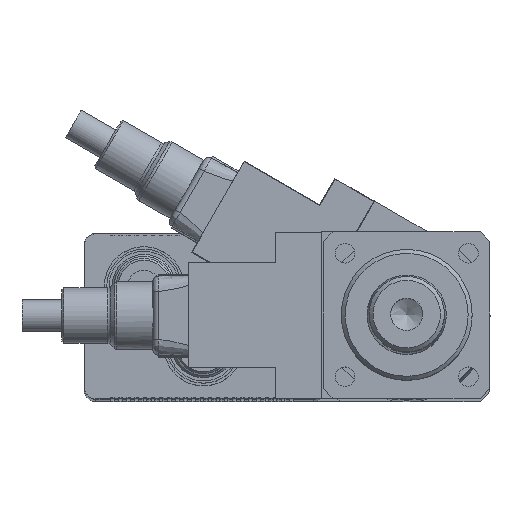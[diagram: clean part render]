
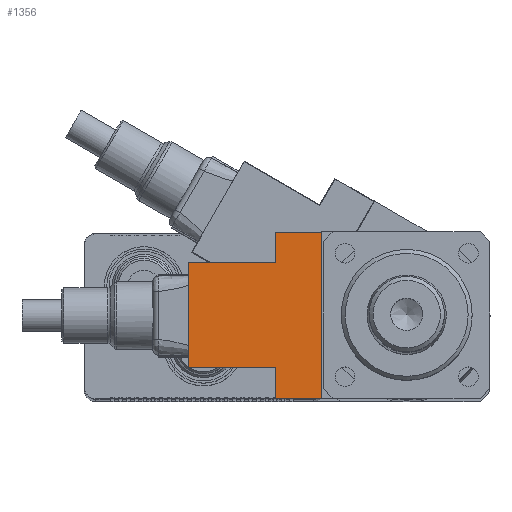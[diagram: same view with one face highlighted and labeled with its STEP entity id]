
A CAD part, top view. The second image highlights one B-rep face of the part: STEP entity #1356.
In plain terms, the highlighted face is planar.
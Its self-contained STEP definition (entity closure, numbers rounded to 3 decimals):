
#1259=CARTESIAN_POINT('',(54.99,-13.24,2.1));
#1260=VERTEX_POINT('',#1259);
#1261=CARTESIAN_POINT('',(32.99,-13.24,2.1));
#1262=VERTEX_POINT('',#1261);
#1263=CARTESIAN_POINT('',(54.99,-13.24,2.1));
#1264=DIRECTION('',(-1.0,0.0,0.0));
#1265=VECTOR('',#1264,22.0);
#1266=LINE('',#1263,#1265);
#1267=EDGE_CURVE('',#1260,#1262,#1266,.T.);
#1294=CARTESIAN_POINT('',(33.,-20.9,2.1));
#1295=DIRECTION('',(0.0,0.0,-1.0));
#1296=DIRECTION('',(-1.0,0.0,0.0));
#1297=AXIS2_PLACEMENT_3D('',#1294,#1295,#1296);
#1298=PLANE('',#1297);
#1299=ORIENTED_EDGE('',*,*,#1267,.T.);
#1300=CARTESIAN_POINT('',(32.99,-20.89,2.1));
#1301=VERTEX_POINT('',#1300);
#1302=CARTESIAN_POINT('',(32.99,-13.24,2.1));
#1303=DIRECTION('',(0.0,-1.0,0.0));
#1304=VECTOR('',#1303,7.65);
#1305=LINE('',#1302,#1304);
#1306=EDGE_CURVE('',#1262,#1301,#1305,.T.);
#1307=ORIENTED_EDGE('',*,*,#1306,.T.);
#1308=CARTESIAN_POINT('',(21.5,-20.89,2.1));
#1309=VERTEX_POINT('',#1308);
#1310=CARTESIAN_POINT('',(32.99,-20.89,2.1));
#1311=DIRECTION('',(-1.0,0.0,0.0));
#1312=VECTOR('',#1311,11.49);
#1313=LINE('',#1310,#1312);
#1314=EDGE_CURVE('',#1301,#1309,#1313,.T.);
#1315=ORIENTED_EDGE('',*,*,#1314,.T.);
#1316=CARTESIAN_POINT('',(21.5,20.89,2.1));
#1317=VERTEX_POINT('',#1316);
#1318=CARTESIAN_POINT('',(21.5,-20.89,2.1));
#1319=DIRECTION('',(0.0,1.0,0.0));
#1320=VECTOR('',#1319,41.78);
#1321=LINE('',#1318,#1320);
#1322=EDGE_CURVE('',#1309,#1317,#1321,.T.);
#1323=ORIENTED_EDGE('',*,*,#1322,.T.);
#1324=CARTESIAN_POINT('',(32.99,20.89,2.1));
#1325=VERTEX_POINT('',#1324);
#1326=CARTESIAN_POINT('',(21.5,20.89,2.1));
#1327=DIRECTION('',(1.0,0.0,0.0));
#1328=VECTOR('',#1327,11.49);
#1329=LINE('',#1326,#1328);
#1330=EDGE_CURVE('',#1317,#1325,#1329,.T.);
#1331=ORIENTED_EDGE('',*,*,#1330,.T.);
#1332=CARTESIAN_POINT('',(32.99,13.24,2.1));
#1333=VERTEX_POINT('',#1332);
#1334=CARTESIAN_POINT('',(32.99,20.89,2.1));
#1335=DIRECTION('',(0.0,-1.0,0.0));
#1336=VECTOR('',#1335,7.65);
#1337=LINE('',#1334,#1336);
#1338=EDGE_CURVE('',#1325,#1333,#1337,.T.);
#1339=ORIENTED_EDGE('',*,*,#1338,.T.);
#1340=CARTESIAN_POINT('',(54.99,13.24,2.1));
#1341=VERTEX_POINT('',#1340);
#1342=CARTESIAN_POINT('',(32.99,13.24,2.1));
#1343=DIRECTION('',(1.0,0.0,0.0));
#1344=VECTOR('',#1343,22.);
#1345=LINE('',#1342,#1344);
#1346=EDGE_CURVE('',#1333,#1341,#1345,.T.);
#1347=ORIENTED_EDGE('',*,*,#1346,.T.);
#1348=CARTESIAN_POINT('',(54.99,13.24,2.1));
#1349=DIRECTION('',(0.0,-1.0,0.0));
#1350=VECTOR('',#1349,26.48);
#1351=LINE('',#1348,#1350);
#1352=EDGE_CURVE('',#1341,#1260,#1351,.T.);
#1353=ORIENTED_EDGE('',*,*,#1352,.T.);
#1354=EDGE_LOOP('',(#1299,#1307,#1315,#1323,#1331,#1339,#1347,#1353));
#1355=FACE_OUTER_BOUND('',#1354,.T.);
#1356=ADVANCED_FACE('',(#1355),#1298,.T.);
